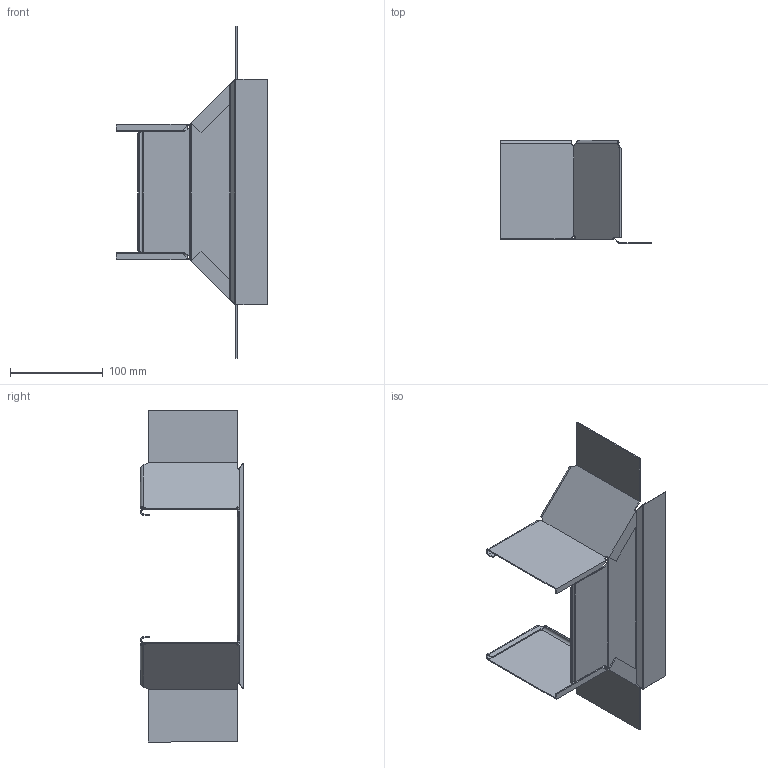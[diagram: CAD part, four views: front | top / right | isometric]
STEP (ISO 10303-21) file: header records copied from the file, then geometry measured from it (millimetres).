
FILE_DESCRIPTION (( 'STEP AP214' ), '1' );
FILE_NAME ('6042261.STEP', '2025-03-12T11:08:48', ( '' ), ( '' ), 'SwSTEP 2.0', 'SolidWorks 2024', '' );
FILE_SCHEMA (( 'AUTOMOTIVE_DESIGN' ));
Length unit declared in the file: millimetre
Products named in the file (4): 180291_110 L; 6042261; 180291_110 R; 167752_150
Assembly tree (3 placements, depth 2):
  6042261
    167752_150
    180291_110 L
    180291_110 R
Bounding box: 163.11 x 111.25 x 358.27 mm (x, y, z)
Volume: 79656.1 mm3; surface area: 150565.5 mm2
Topology: 3 solids, 3 shells, 161 faces, 413 edges, 258 vertices
Faces by surface type: plane 106, cylinder 31, bspline 24
Entity records: 5657 total; most frequent: CARTESIAN_POINT 1939, ORIENTED_EDGE 826, DIRECTION 619, EDGE_CURVE 413, VERTEX_POINT 258, LINE 245, VECTOR 245, AXIS2_PLACEMENT_3D 187
